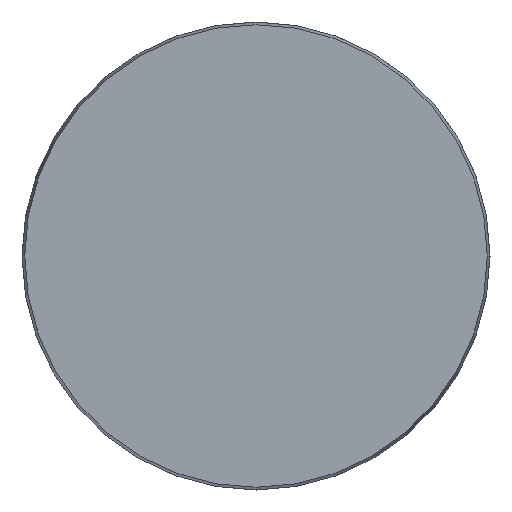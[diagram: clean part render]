
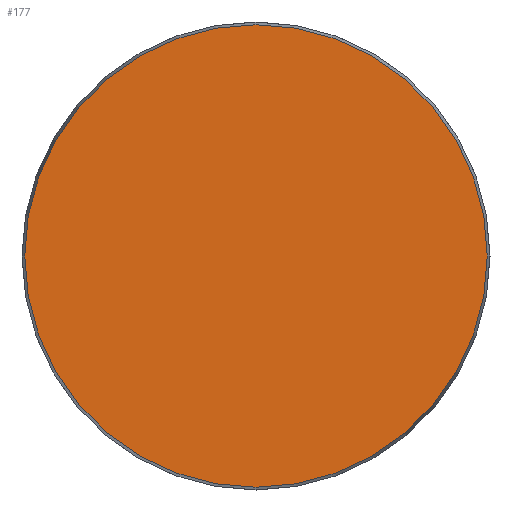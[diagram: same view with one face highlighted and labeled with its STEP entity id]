
A CAD part, front view. The second image highlights one B-rep face of the part: STEP entity #177.
In plain terms, the highlighted planar face has unit normal (0, -1, 0).
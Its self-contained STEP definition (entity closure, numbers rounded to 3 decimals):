
#31 = VERTEX_POINT ( 'NONE', #268 ) ;
#37 = CIRCLE ( 'NONE', #140, 48.425 ) ;
#44 = ORIENTED_EDGE ( 'NONE', *, *, #269, .T. ) ;
#54 = EDGE_LOOP ( 'NONE', ( #44 ) ) ;
#85 = DIRECTION ( 'NONE',  ( 0., 0., 1. ) ) ;
#118 = DIRECTION ( 'NONE',  ( 0., -1., 0. ) ) ;
#124 = PLANE ( 'NONE',  #127 ) ;
#127 = AXIS2_PLACEMENT_3D ( 'NONE', #291, #462, #85 ) ;
#140 = AXIS2_PLACEMENT_3D ( 'NONE', #173, #118, #466 ) ;
#173 = CARTESIAN_POINT ( 'NONE',  ( 0., 0., 0. ) ) ;
#177 = ADVANCED_FACE ( 'NONE', ( #422 ), #124, .F. ) ;
#268 = CARTESIAN_POINT ( 'NONE',  ( 0., 0., -48.425 ) ) ;
#269 = EDGE_CURVE ( 'NONE', #31, #31, #37, .T. ) ;
#291 = CARTESIAN_POINT ( 'NONE',  ( -48.425, 0., 0. ) ) ;
#422 = FACE_OUTER_BOUND ( 'NONE', #54, .T. ) ;
#462 = DIRECTION ( 'NONE',  ( 0., 1., 0. ) ) ;
#466 = DIRECTION ( 'NONE',  ( 0., 0., -1. ) ) ;
